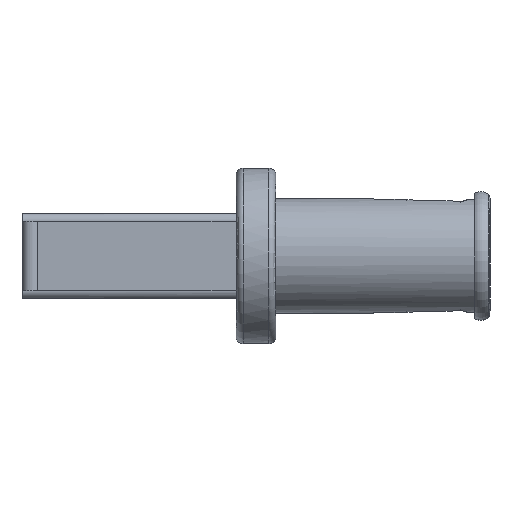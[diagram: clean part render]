
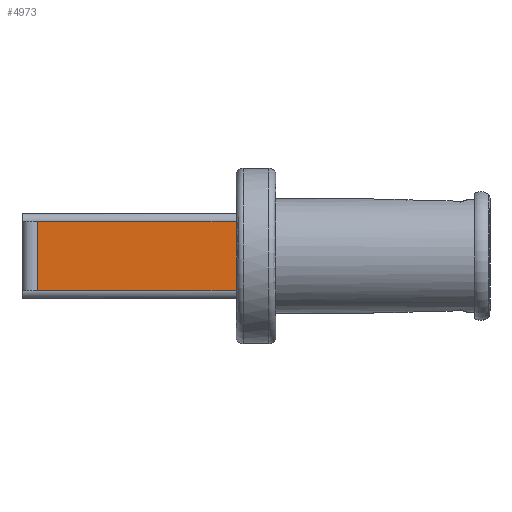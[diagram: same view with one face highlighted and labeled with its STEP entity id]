
A CAD part, front view. The second image highlights one B-rep face of the part: STEP entity #4973.
In plain terms, the highlighted planar face has unit normal (0, -1, 0).
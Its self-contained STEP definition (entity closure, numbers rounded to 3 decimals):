
#679=FACE_OUTER_BOUND('',#960,.T.);
#960=EDGE_LOOP('',(#4055,#4056,#4057,#4058));
#1305=LINE('',#8420,#1709);
#1311=LINE('',#8465,#1715);
#1329=LINE('',#8520,#1733);
#1330=LINE('',#8521,#1734);
#1709=VECTOR('',#6461,10.);
#1715=VECTOR('',#6489,10.);
#1733=VECTOR('',#6547,10.);
#1734=VECTOR('',#6548,10.);
#2168=VERTEX_POINT('',#8417);
#2169=VERTEX_POINT('',#8419);
#2181=VERTEX_POINT('',#8464);
#2184=VERTEX_POINT('',#8480);
#2812=EDGE_CURVE('',#2168,#2169,#1305,.T.);
#2828=EDGE_CURVE('',#2169,#2181,#1311,.T.);
#2856=EDGE_CURVE('',#2168,#2184,#1329,.F.);
#2857=EDGE_CURVE('',#2181,#2184,#1330,.T.);
#4055=ORIENTED_EDGE('',*,*,#2812,.F.);
#4056=ORIENTED_EDGE('',*,*,#2856,.T.);
#4057=ORIENTED_EDGE('',*,*,#2857,.F.);
#4058=ORIENTED_EDGE('',*,*,#2828,.F.);
#4753=PLANE('',#5432);
#4973=ADVANCED_FACE('',(#679),#4753,.T.);
#5432=AXIS2_PLACEMENT_3D('',#8519,#6545,#6546);
#6461=DIRECTION('',(1.,0.,0.));
#6489=DIRECTION('',(0.,0.,-1.));
#6545=DIRECTION('center_axis',(0.,-1.,0.));
#6546=DIRECTION('ref_axis',(-1.,0.,0.));
#6547=DIRECTION('',(0.,0.,1.));
#6548=DIRECTION('',(-1.,0.,0.));
#8417=CARTESIAN_POINT('',(-20.125,2.033,5.225));
#8419=CARTESIAN_POINT('',(-11.625,2.033,5.225));
#8420=CARTESIAN_POINT('',(-13.919,2.033,5.225));
#8464=CARTESIAN_POINT('',(-11.625,2.033,2.275));
#8465=CARTESIAN_POINT('',(-11.625,2.033,3.75));
#8480=CARTESIAN_POINT('',(-20.125,2.033,2.275));
#8519=CARTESIAN_POINT('Origin',(-11.625,2.033,3.75));
#8520=CARTESIAN_POINT('',(-20.125,2.033,3.75));
#8521=CARTESIAN_POINT('',(-13.919,2.033,2.275));
